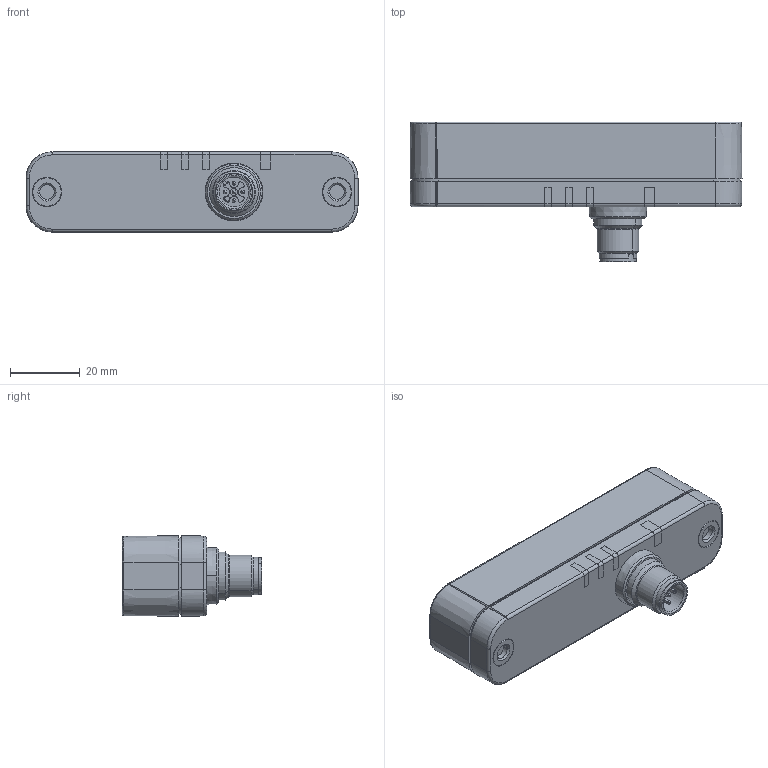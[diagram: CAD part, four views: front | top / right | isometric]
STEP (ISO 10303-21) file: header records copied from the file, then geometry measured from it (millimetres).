
FILE_DESCRIPTION((''),'2;1');
FILE_NAME('DM_CAD-2284_ASM','2016-04-19T',('creinig-se'),(''),'PRO/ENGINEER BY PARAMETRIC TECHNOLOGY CORPORATION, 2015440','PRO/ENGINEER BY PARAMETRIC TECHNOLOGY CORPORATION, 2015440','');
FILE_SCHEMA(('CONFIG_CONTROL_DESIGN'));
Length unit declared in the file: millimetre
Products named in the file (5): DM_CAD-2284_SW0001_TEILW; DM_CAD-2284_LED; DM_CAD-2284_ONE_LED; DM_CAD-2284_STECKER_5POL_04CND3; DM_CAD-2284_ASM
Assembly tree (4 placements, depth 2):
  DM_CAD-2284_ASM
    DM_CAD-2284_SW0001_TEILW
    DM_CAD-2284_LED
    DM_CAD-2284_ONE_LED
    DM_CAD-2284_STECKER_5POL_04CND3
Bounding box: 95 x 40 x 23 mm (x, y, z)
Volume: 52463 mm3; surface area: 13576.2 mm2
Topology: 4 solids, 4 shells, 366 faces, 1012 edges, 649 vertices
Faces by surface type: plane 179, cylinder 119, cone 45, torus 13, sphere 10
Entity records: 14864 total; most frequent: CARTESIAN_POINT 2399, DIRECTION 2060, ORIENTED_EDGE 2004, EDGE_CURVE 1002, AXIS2_PLACEMENT_3D 723, VERTEX_POINT 649, PRESENTATION_STYLE_ASSIGNMENT 615, STYLED_ITEM 615
